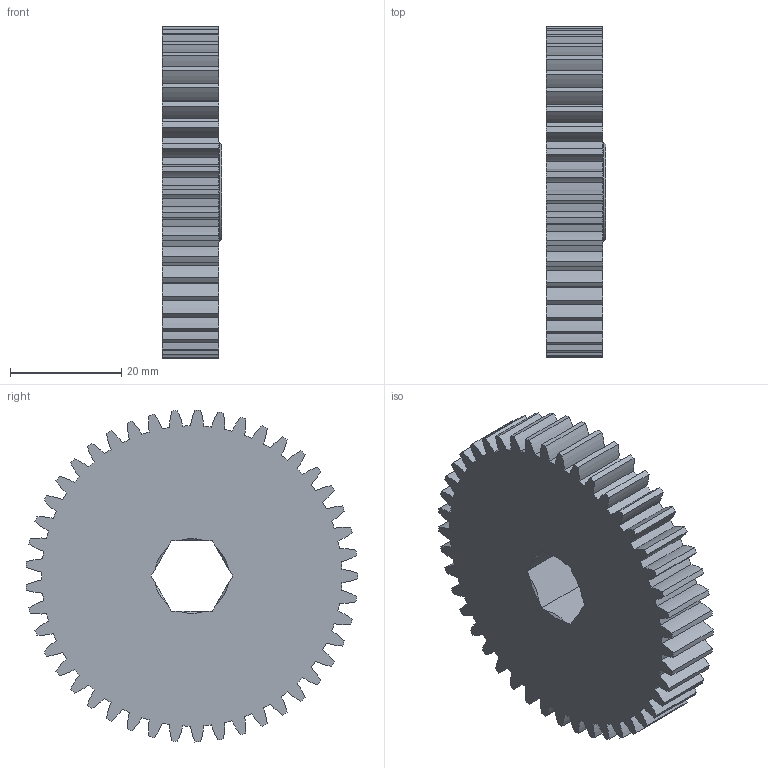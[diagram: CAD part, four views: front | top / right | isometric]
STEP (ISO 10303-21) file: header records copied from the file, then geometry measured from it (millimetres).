
FILE_DESCRIPTION(/* description */ (''),/* implementation_level */ '2;1');
FILE_NAME(/* name */ '45T 20dp 500h_Inch - Spur gear 20DP 45T 14.5PA .4FW ---S45N.5H1L0.5N.ipt.step',/* time_stamp */ '2014-01-07T10:59:21-08:00',/* author */ ('Philip'),/* organization */ (''),/* preprocessor_version */ 'ST-DEVELOPER v15.2',/* originating_system */ 'Autodesk Inventor 2014',/* authorisation */ '');
FILE_SCHEMA (('AUTOMOTIVE_DESIGN { 1 0 10303 214 3 1 1 }'));
Length unit declared in the file: inch
Products named in the file (1): 45T 20dp 500h_Inch - Spur gear 20DP 45T 14.5PA .4FW ---S45N.5H1L0.5N
Bounding box: 10.67 x 59.65 x 59.68 mm (x, y, z)
Volume: 24276.3 mm3; surface area: 9037.8 mm2
Topology: 1 solids, 1 shells, 203 faces, 601 edges, 401 vertices
Faces by surface type: cylinder 181, cone 13, plane 9
Full cylindrical faces by diameter (mm): 17.78 x1
Entity records: 7019 total; most frequent: DIRECTION 1368, CARTESIAN_POINT 1232, ORIENTED_EDGE 1198, EDGE_CURVE 599, AXIS2_PLACEMENT_3D 579, VERTEX_POINT 401, CIRCLE 375, LINE 210
